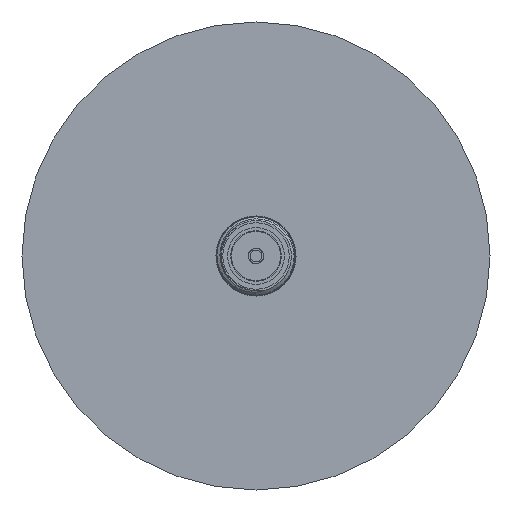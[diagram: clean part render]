
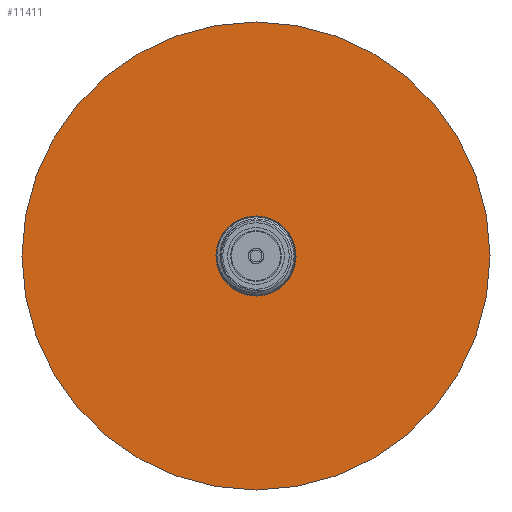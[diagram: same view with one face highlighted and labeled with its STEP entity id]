
A CAD part, front view. The second image highlights one B-rep face of the part: STEP entity #11411.
In plain terms, the highlighted planar face has unit normal (0, -1, 0).
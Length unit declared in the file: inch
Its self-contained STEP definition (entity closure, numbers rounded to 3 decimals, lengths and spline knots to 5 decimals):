
#128 = DIRECTION ( 'NONE',  ( 0., -1., 0. ) ) ;
#378 = CIRCLE ( 'NONE', #11669, 0.74803 ) ;
#996 = EDGE_LOOP ( 'NONE', ( #6110, #10215 ) ) ;
#1185 = CARTESIAN_POINT ( 'NONE',  ( 0., 0., 0. ) ) ;
#1204 = CARTESIAN_POINT ( 'NONE',  ( 0., 0., -0.12795 ) ) ;
#1380 = DIRECTION ( 'NONE',  ( 0., 0., -1. ) ) ;
#1840 = CARTESIAN_POINT ( 'NONE',  ( 0., 0., 0. ) ) ;
#2152 = DIRECTION ( 'NONE',  ( 0., 0., 1. ) ) ;
#2599 = PLANE ( 'NONE',  #12563 ) ;
#2794 = AXIS2_PLACEMENT_3D ( 'NONE', #5943, #8218, #11083 ) ;
#4428 = DIRECTION ( 'NONE',  ( 0., 0., -1. ) ) ;
#4550 = CIRCLE ( 'NONE', #9958, 0.12795 ) ;
#4607 = VERTEX_POINT ( 'NONE', #12697 ) ;
#5180 = AXIS2_PLACEMENT_3D ( 'NONE', #8090, #11041, #1380 ) ;
#5212 = CARTESIAN_POINT ( 'NONE',  ( 0., 0., 0.12795 ) ) ;
#5534 = DIRECTION ( 'NONE',  ( 0., 1., 0. ) ) ;
#5915 = CARTESIAN_POINT ( 'NONE',  ( 0., 0., -0.74803 ) ) ;
#5943 = CARTESIAN_POINT ( 'NONE',  ( 0., 0., 0. ) ) ;
#6110 = ORIENTED_EDGE ( 'NONE', *, *, #10186, .F. ) ;
#6454 = FACE_OUTER_BOUND ( 'NONE', #996, .T. ) ;
#6695 = EDGE_CURVE ( 'NONE', #4607, #10475, #378, .T. ) ;
#8001 = CIRCLE ( 'NONE', #2794, 0.74803 ) ;
#8089 = EDGE_CURVE ( 'NONE', #11102, #10778, #4550, .T. ) ;
#8090 = CARTESIAN_POINT ( 'NONE',  ( 0., 0., 0. ) ) ;
#8207 = DIRECTION ( 'NONE',  ( 0., 1., 0. ) ) ;
#8218 = DIRECTION ( 'NONE',  ( 0., 1., 0. ) ) ;
#8343 = CIRCLE ( 'NONE', #5180, 0.12795 ) ;
#9958 = AXIS2_PLACEMENT_3D ( 'NONE', #1185, #128, #4428 ) ;
#10186 = EDGE_CURVE ( 'NONE', #10475, #4607, #8001, .T. ) ;
#10215 = ORIENTED_EDGE ( 'NONE', *, *, #6695, .F. ) ;
#10475 = VERTEX_POINT ( 'NONE', #5915 ) ;
#10737 = ORIENTED_EDGE ( 'NONE', *, *, #8089, .F. ) ;
#10778 = VERTEX_POINT ( 'NONE', #1204 ) ;
#11041 = DIRECTION ( 'NONE',  ( 0., -1., 0. ) ) ;
#11083 = DIRECTION ( 'NONE',  ( 0., 0., 1. ) ) ;
#11102 = VERTEX_POINT ( 'NONE', #5212 ) ;
#11346 = EDGE_LOOP ( 'NONE', ( #13443, #10737 ) ) ;
#11355 = DIRECTION ( 'NONE',  ( 1., 0., 0. ) ) ;
#11411 = ADVANCED_FACE ( 'NONE', ( #11860, #6454 ), #2599, .F. ) ;
#11669 = AXIS2_PLACEMENT_3D ( 'NONE', #11815, #5534, #2152 ) ;
#11815 = CARTESIAN_POINT ( 'NONE',  ( 0., 0., 0. ) ) ;
#11860 = FACE_BOUND ( 'NONE', #11346, .T. ) ;
#12168 = EDGE_CURVE ( 'NONE', #10778, #11102, #8343, .T. ) ;
#12563 = AXIS2_PLACEMENT_3D ( 'NONE', #1840, #8207, #11355 ) ;
#12697 = CARTESIAN_POINT ( 'NONE',  ( 0., 0., 0.74803 ) ) ;
#13443 = ORIENTED_EDGE ( 'NONE', *, *, #12168, .F. ) ;
